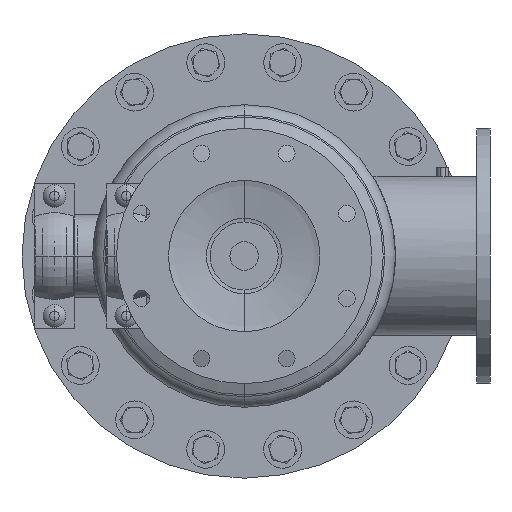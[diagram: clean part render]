
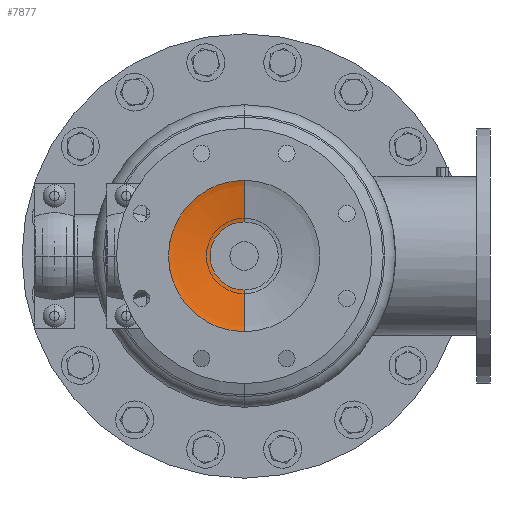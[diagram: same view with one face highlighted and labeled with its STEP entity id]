
A CAD part, front view. The second image highlights one B-rep face of the part: STEP entity #7877.
In plain terms, the highlighted toroidal (fillet/blend) face has major radius 0.001 mm and minor radius 401.4 mm.
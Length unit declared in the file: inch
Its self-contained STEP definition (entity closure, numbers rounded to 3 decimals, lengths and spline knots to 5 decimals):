
#1876 = CIRCLE ( 'NONE', #30682, 1.80331 ) ;
#3563 = EDGE_CURVE ( 'NONE', #20523, #7422, #22540, .T. ) ;
#4261 = DIRECTION ( 'NONE',  ( 0., -1., 0. ) ) ;
#5352 = EDGE_LOOP ( 'NONE', ( #14453, #11738, #9158, #42590 ) ) ;
#5732 = CARTESIAN_POINT ( 'NONE',  ( 0., 59.45657, 0. ) ) ;
#5871 = DIRECTION ( 'NONE',  ( 1., 0., 0. ) ) ;
#7422 = VERTEX_POINT ( 'NONE', #11866 ) ;
#7877 = ADVANCED_FACE ( 'NONE', ( #36783 ), #31796, .F. ) ;
#8302 = CIRCLE ( 'NONE', #14821, 15.80315 ) ;
#8538 = EDGE_CURVE ( 'NONE', #37814, #7422, #8302, .T. ) ;
#9158 = ORIENTED_EDGE ( 'NONE', *, *, #3563, .T. ) ;
#9316 = DIRECTION ( 'NONE',  ( 0., 0., -1. ) ) ;
#9456 = DIRECTION ( 'NONE',  ( 0., 0., -1. ) ) ;
#11155 = EDGE_CURVE ( 'NONE', #33052, #20523, #32107, .T. ) ;
#11249 = CARTESIAN_POINT ( 'NONE',  ( 0., 43.75665, 0. ) ) ;
#11708 = DIRECTION ( 'NONE',  ( 0., 0., -1. ) ) ;
#11738 = ORIENTED_EDGE ( 'NONE', *, *, #11155, .T. ) ;
#11866 = CARTESIAN_POINT ( 'NONE',  ( 0., 57.73348, -7.37477 ) ) ;
#13874 = DIRECTION ( 'NONE',  ( -1., 0., 0. ) ) ;
#14453 = ORIENTED_EDGE ( 'NONE', *, *, #31579, .F. ) ;
#14821 = AXIS2_PLACEMENT_3D ( 'NONE', #24490, #13874, #17628 ) ;
#15146 = CARTESIAN_POINT ( 'NONE',  ( 0., 57.73348, 0. ) ) ;
#17628 = DIRECTION ( 'NONE',  ( 0., 0., 1. ) ) ;
#18563 = DIRECTION ( 'NONE',  ( 0., -1., 0. ) ) ;
#20523 = VERTEX_POINT ( 'NONE', #29575 ) ;
#21927 = CARTESIAN_POINT ( 'NONE',  ( 0., 59.45657, 1.80331 ) ) ;
#22540 = CIRCLE ( 'NONE', #44362, 7.37477 ) ;
#24490 = CARTESIAN_POINT ( 'NONE',  ( 0., 43.75665, 0.00004 ) ) ;
#25908 = DIRECTION ( 'NONE',  ( 0., 0., -1. ) ) ;
#26742 = CARTESIAN_POINT ( 'NONE',  ( 0., 43.75665, -0.00004 ) ) ;
#27440 = AXIS2_PLACEMENT_3D ( 'NONE', #26742, #5871, #9456 ) ;
#29575 = CARTESIAN_POINT ( 'NONE',  ( 0., 57.73348, 7.37477 ) ) ;
#30495 = DIRECTION ( 'NONE',  ( 0., -1., 0. ) ) ;
#30682 = AXIS2_PLACEMENT_3D ( 'NONE', #5732, #30495, #9316 ) ;
#31579 = EDGE_CURVE ( 'NONE', #33052, #37814, #1876, .T. ) ;
#31796 = TOROIDAL_SURFACE ( 'NONE', #35130, -0.00004, 15.80315 ) ;
#32107 = CIRCLE ( 'NONE', #27440, 15.80315 ) ;
#33052 = VERTEX_POINT ( 'NONE', #21927 ) ;
#35130 = AXIS2_PLACEMENT_3D ( 'NONE', #11249, #18563, #11708 ) ;
#36783 = FACE_OUTER_BOUND ( 'NONE', #5352, .T. ) ;
#37814 = VERTEX_POINT ( 'NONE', #39906 ) ;
#39906 = CARTESIAN_POINT ( 'NONE',  ( 0., 59.45657, -1.80331 ) ) ;
#42590 = ORIENTED_EDGE ( 'NONE', *, *, #8538, .F. ) ;
#44362 = AXIS2_PLACEMENT_3D ( 'NONE', #15146, #4261, #25908 ) ;
